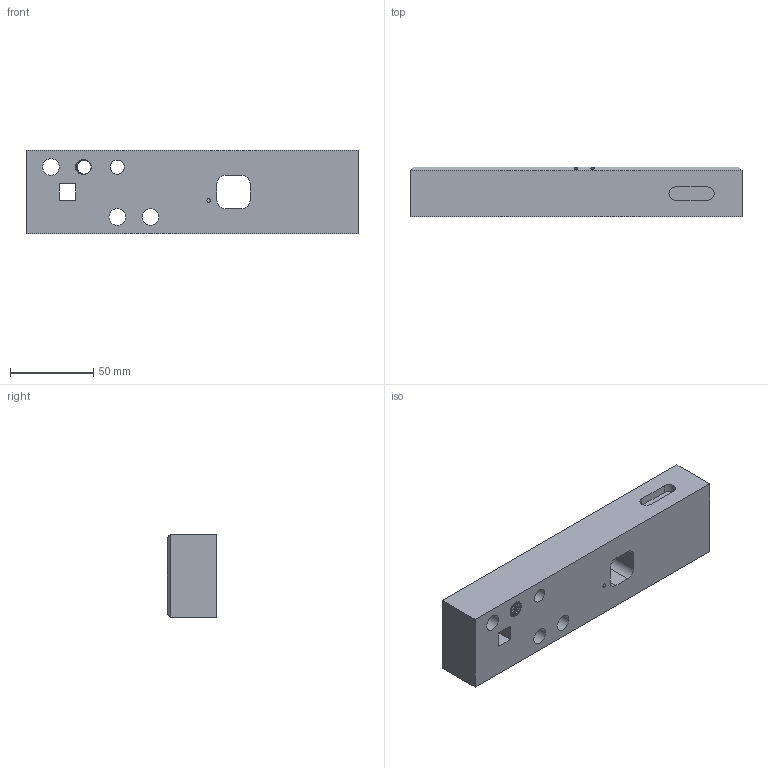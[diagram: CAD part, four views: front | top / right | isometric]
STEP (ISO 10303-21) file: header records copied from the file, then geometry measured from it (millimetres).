
FILE_DESCRIPTION(/* description */ (''),/* implementation_level */ '2;1');
FILE_NAME(/* name */ 'multifeature.step',/* time_stamp */ '2022-06-15T10:48:07+10:00',/* author */ (''),/* organization */ (''),/* preprocessor_version */ 'ST-DEVELOPER v19',/* originating_system */ 'Autodesk Translation Framework v11.7.0.108',/* authorisation */ '');
FILE_SCHEMA (('AUTOMOTIVE_DESIGN { 1 0 10303 214 3 1 1 }'));
Length unit declared in the file: millimetre
Products named in the file (1): multifeature
Bounding box: 200 x 30 x 50 mm (x, y, z)
Volume: 252988.2 mm3; surface area: 47160.4 mm2
Topology: 1 solids, 1 shells, 127 faces, 336 edges, 219 vertices
Faces by surface type: cylinder 74, plane 44, torus 4, cone 3, bspline 2
Full cylindrical faces by diameter (mm): 2 x2, 8.526 x21, 10 x5, 10.198 x19, 14 x1
Entity records: 8575 total; most frequent: CARTESIAN_POINT 5440, ORIENTED_EDGE 668, DIRECTION 571, EDGE_CURVE 334, VERTEX_POINT 219, AXIS2_PLACEMENT_3D 199, LINE 173, VECTOR 173
